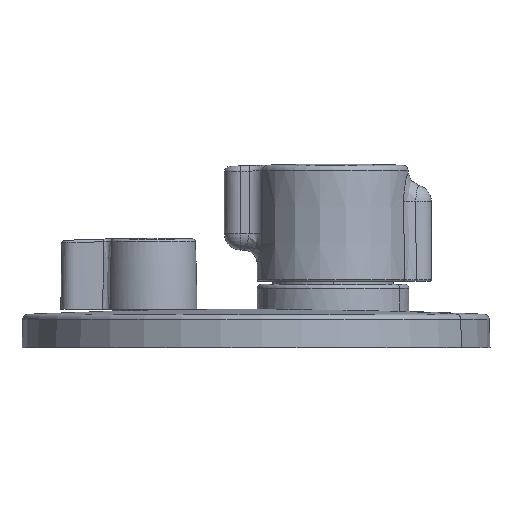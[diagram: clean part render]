
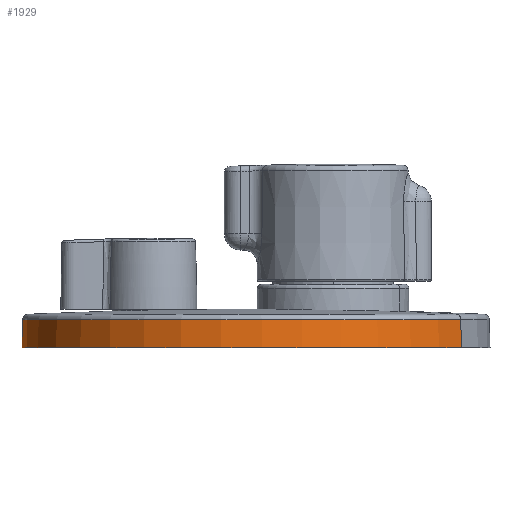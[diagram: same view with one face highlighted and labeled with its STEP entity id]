
A CAD part, left-side view. The second image highlights one B-rep face of the part: STEP entity #1929.
In plain terms, the highlighted conical face has half-angle 1.5 degrees and reference radius 84.697 mm.
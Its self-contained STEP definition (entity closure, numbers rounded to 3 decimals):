
#19 = AXIS2_PLACEMENT_3D ( 'NONE', #3946, #1203, #575 ) ;
#56 = CARTESIAN_POINT ( 'NONE',  ( 254.988, 385.354, 466.75 ) ) ;
#66 = CARTESIAN_POINT ( 'NONE',  ( 255.116, 385.589, 456.51 ) ) ;
#131 = VERTEX_POINT ( 'NONE', #66 ) ;
#156 = LINE ( 'NONE', #2418, #1008 ) ;
#261 = VERTEX_POINT ( 'NONE', #2062 ) ;
#575 = DIRECTION ( 'NONE',  ( 1., 0., 0. ) ) ;
#589 = AXIS2_PLACEMENT_3D ( 'NONE', #1128, #3983, #2735 ) ;
#650 = CARTESIAN_POINT ( 'NONE',  ( 214.358, 310.983, 468.613 ) ) ;
#658 = ORIENTED_EDGE ( 'NONE', *, *, #1406, .F. ) ;
#758 = EDGE_LOOP ( 'NONE', ( #658, #1669, #1739, #2689 ) ) ;
#876 = DIRECTION ( 'NONE',  ( 0.479, 0.878, 0. ) ) ;
#1008 = VECTOR ( 'NONE', #2760, 1000. ) ;
#1128 = CARTESIAN_POINT ( 'NONE',  ( 214.358, 310.983, 456.51 ) ) ;
#1164 = LINE ( 'NONE', #3645, #1359 ) ;
#1203 = DIRECTION ( 'NONE',  ( 0., 0., -1. ) ) ;
#1359 = VECTOR ( 'NONE', #1454, 1000. ) ;
#1406 = EDGE_CURVE ( 'NONE', #261, #1517, #156, .T. ) ;
#1454 = DIRECTION ( 'NONE',  ( 0.013, 0.023, -1. ) ) ;
#1455 = CIRCLE ( 'NONE', #589, 85.013 ) ;
#1517 = VERTEX_POINT ( 'NONE', #3681 ) ;
#1669 = ORIENTED_EDGE ( 'NONE', *, *, #3317, .T. ) ;
#1739 = ORIENTED_EDGE ( 'NONE', *, *, #3905, .T. ) ;
#1755 = CONICAL_SURFACE ( 'NONE', #2816, 84.696, 0.026 ) ;
#1929 = ADVANCED_FACE ( 'NONE', ( #2092 ), #1755, .T. ) ;
#2062 = CARTESIAN_POINT ( 'NONE',  ( 173.729, 236.612, 466.75 ) ) ;
#2092 = FACE_OUTER_BOUND ( 'NONE', #758, .T. ) ;
#2259 = CIRCLE ( 'NONE', #19, 84.745 ) ;
#2418 = CARTESIAN_POINT ( 'NONE',  ( 173.753, 236.655, 468.613 ) ) ;
#2689 = ORIENTED_EDGE ( 'NONE', *, *, #3199, .F. ) ;
#2735 = DIRECTION ( 'NONE',  ( 1., 0., 0. ) ) ;
#2760 = DIRECTION ( 'NONE',  ( -0.013, -0.023, -1. ) ) ;
#2816 = AXIS2_PLACEMENT_3D ( 'NONE', #650, #2870, #876 ) ;
#2870 = DIRECTION ( 'NONE',  ( 0., 0., -1. ) ) ;
#3199 = EDGE_CURVE ( 'NONE', #1517, #131, #1455, .T. ) ;
#3317 = EDGE_CURVE ( 'NONE', #261, #3588, #2259, .T. ) ;
#3588 = VERTEX_POINT ( 'NONE', #56 ) ;
#3645 = CARTESIAN_POINT ( 'NONE',  ( 254.964, 385.311, 468.613 ) ) ;
#3681 = CARTESIAN_POINT ( 'NONE',  ( 173.601, 236.377, 456.51 ) ) ;
#3905 = EDGE_CURVE ( 'NONE', #3588, #131, #1164, .T. ) ;
#3946 = CARTESIAN_POINT ( 'NONE',  ( 214.358, 310.983, 466.75 ) ) ;
#3983 = DIRECTION ( 'NONE',  ( 0., 0., -1. ) ) ;
